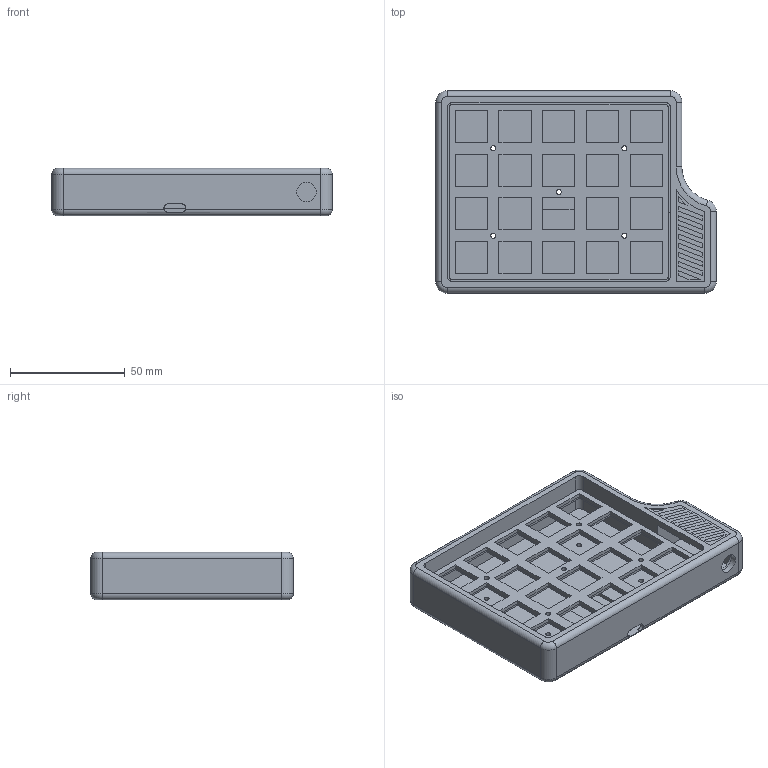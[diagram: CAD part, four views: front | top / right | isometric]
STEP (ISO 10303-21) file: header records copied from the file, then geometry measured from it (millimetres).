
FILE_DESCRIPTION(('HOOPS Exchange Step'),'2;1');
FILE_NAME('temp_export','2024-07-09T07:52:01-04:00',('jscotto'),('Shapr3D Limited'),'HOOPS Exchange 2024.2','Shapr3D','Authorized');
FILE_SCHEMA( ('AUTOMOTIVE_DESIGN { 1 0 10303 214 1 1 1 1 }') );
Length unit declared in the file: millimetre
Products named in the file (1): Right (3x5)
Bounding box: 122.25 x 88.2 x 20.6 mm (x, y, z)
Volume: 74187.5 mm3; surface area: 48317.6 mm2
Topology: 3 solids, 3 shells, 375 faces, 998 edges, 658 vertices
Faces by surface type: plane 306, cylinder 49, torus 12, cone 8
Full cylindrical faces by diameter (mm): 2.2 x10, 8.5 x1, 12.5 x1
Entity records: 11761 total; most frequent: CARTESIAN_POINT 2068, ORIENTED_EDGE 1996, DIRECTION 1885, EDGE_CURVE 998, VECTOR 859, LINE 859, VERTEX_POINT 658, AXIS2_PLACEMENT_3D 513
